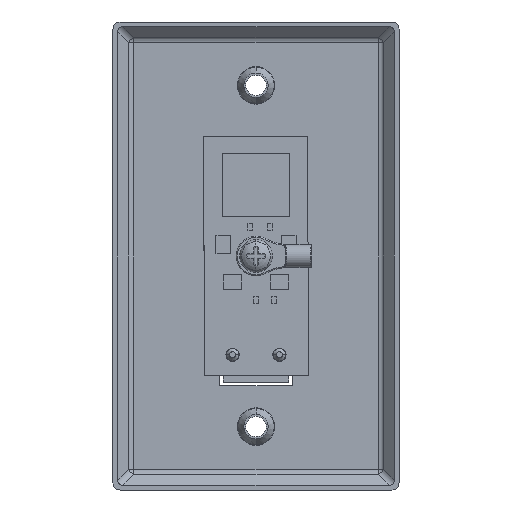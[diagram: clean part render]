
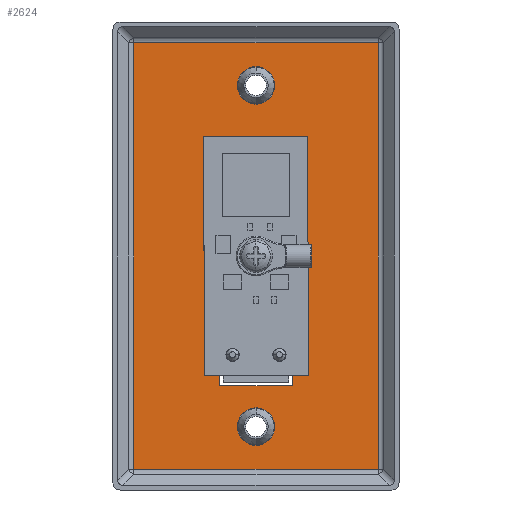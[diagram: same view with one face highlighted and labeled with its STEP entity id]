
A CAD part, front view. The second image highlights one B-rep face of the part: STEP entity #2624.
In plain terms, the highlighted planar face has unit normal (0, -1, 0).
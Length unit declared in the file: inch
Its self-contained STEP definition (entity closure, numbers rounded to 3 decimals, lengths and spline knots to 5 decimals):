
#2490 = EDGE_LOOP ( 'NONE', ( #2858, #2546 ) ) ;
#2491 = EDGE_CURVE ( 'NONE', #2831, #2544, #10923, .T. ) ;
#2520 = ORIENTED_EDGE ( 'NONE', *, *, #2806, .F. ) ;
#2544 = VERTEX_POINT ( 'NONE', #10920 ) ;
#2545 = VERTEX_POINT ( 'NONE', #10926 ) ;
#2546 = ORIENTED_EDGE ( 'NONE', *, *, #2729, .F. ) ;
#2585 = ORIENTED_EDGE ( 'NONE', *, *, #2587, .F. ) ;
#2587 = EDGE_CURVE ( 'NONE', #2544, #2545, #11030, .T. ) ;
#2623 = EDGE_LOOP ( 'NONE', ( #2585, #2803, #2520, #2832 ) ) ;
#2624 = ADVANCED_FACE ( 'NONE', ( #10873, #10879, #10938, #11025, #10944 ), #10876, .T. ) ;
#2675 = VERTEX_POINT ( 'NONE', #10904 ) ;
#2684 = VERTEX_POINT ( 'NONE', #10906 ) ;
#2685 = EDGE_CURVE ( 'NONE', #2675, #2846, #11022, .T. ) ;
#2707 = EDGE_LOOP ( 'NONE', ( #2793, #2719 ) ) ;
#2719 = ORIENTED_EDGE ( 'NONE', *, *, #11592, .F. ) ;
#2720 = EDGE_CURVE ( 'NONE', #11644, #11661, #11049, .T. ) ;
#2722 = EDGE_CURVE ( 'NONE', #2684, #2675, #11050, .T. ) ;
#2723 = ORIENTED_EDGE ( 'NONE', *, *, #2720, .F. ) ;
#2727 = EDGE_LOOP ( 'NONE', ( #2723, #2804 ) ) ;
#2729 = EDGE_CURVE ( 'NONE', #11636, #11654, #11002, .T. ) ;
#2759 = ORIENTED_EDGE ( 'NONE', *, *, #2685, .F. ) ;
#2775 = ORIENTED_EDGE ( 'NONE', *, *, #2722, .F. ) ;
#2776 = EDGE_CURVE ( 'NONE', #11602, #11587, #10959, .T. ) ;
#2787 = ORIENTED_EDGE ( 'NONE', *, *, #2847, .F. ) ;
#2788 = EDGE_CURVE ( 'NONE', #2846, #2789, #10947, .T. ) ;
#2789 = VERTEX_POINT ( 'NONE', #10979 ) ;
#2793 = ORIENTED_EDGE ( 'NONE', *, *, #2776, .F. ) ;
#2794 = EDGE_LOOP ( 'NONE', ( #2775, #2787, #2795, #2759 ) ) ;
#2795 = ORIENTED_EDGE ( 'NONE', *, *, #2788, .F. ) ;
#2803 = ORIENTED_EDGE ( 'NONE', *, *, #2491, .F. ) ;
#2804 = ORIENTED_EDGE ( 'NONE', *, *, #11645, .F. ) ;
#2805 = VERTEX_POINT ( 'NONE', #10960 ) ;
#2806 = EDGE_CURVE ( 'NONE', #2805, #2831, #10986, .T. ) ;
#2831 = VERTEX_POINT ( 'NONE', #10978 ) ;
#2832 = ORIENTED_EDGE ( 'NONE', *, *, #2859, .F. ) ;
#2846 = VERTEX_POINT ( 'NONE', #10882 ) ;
#2847 = EDGE_CURVE ( 'NONE', #2789, #2684, #10892, .T. ) ;
#2858 = ORIENTED_EDGE ( 'NONE', *, *, #11582, .F. ) ;
#2859 = EDGE_CURVE ( 'NONE', #2545, #2805, #11014, .T. ) ;
#2960 = CIRCLE ( 'NONE', #3125, 0.18025 ) ;
#2983 = CARTESIAN_POINT ( 'NONE',  ( 0., -0.0325, -1.46035 ) ) ;
#2989 = DIRECTION ( 'NONE',  ( 0., 0., -1. ) ) ;
#2991 = DIRECTION ( 'NONE',  ( 0., -1., 0. ) ) ;
#2997 = AXIS2_PLACEMENT_3D ( 'NONE', #3039, #2991, #2989 ) ;
#3039 = CARTESIAN_POINT ( 'NONE',  ( 0., -0.0325, 0. ) ) ;
#3069 = CIRCLE ( 'NONE', #2997, 0.1005 ) ;
#3120 = DIRECTION ( 'NONE',  ( 0., 0., -1. ) ) ;
#3122 = DIRECTION ( 'NONE',  ( 0., -1., 0. ) ) ;
#3124 = CARTESIAN_POINT ( 'NONE',  ( 0., -0.0325, -1.6406 ) ) ;
#3125 = AXIS2_PLACEMENT_3D ( 'NONE', #3124, #3122, #3120 ) ;
#3144 = CARTESIAN_POINT ( 'NONE',  ( 0., -0.0325, -1.82085 ) ) ;
#3599 = AXIS2_PLACEMENT_3D ( 'NONE', #3608, #3615, #3617 ) ;
#3602 = CARTESIAN_POINT ( 'NONE',  ( 0., -0.0325, -0.1005 ) ) ;
#3608 = CARTESIAN_POINT ( 'NONE',  ( 0., -0.0325, 1.6406 ) ) ;
#3615 = DIRECTION ( 'NONE',  ( 0., -1., 0. ) ) ;
#3617 = DIRECTION ( 'NONE',  ( 0., 0., -1. ) ) ;
#3625 = CARTESIAN_POINT ( 'NONE',  ( 0., -0.0325, 1.82085 ) ) ;
#3646 = CARTESIAN_POINT ( 'NONE',  ( 0., -0.0325, 0.1005 ) ) ;
#3656 = CARTESIAN_POINT ( 'NONE',  ( 0., -0.0325, 1.46035 ) ) ;
#3737 = CIRCLE ( 'NONE', #3599, 0.18025 ) ;
#10873 = FACE_BOUND ( 'NONE', #2490, .T. ) ;
#10876 = PLANE ( 'NONE',  #10935 ) ;
#10879 = FACE_BOUND ( 'NONE', #2623, .T. ) ;
#10882 = CARTESIAN_POINT ( 'NONE',  ( -1.17629, -0.0325, -2.0511 ) ) ;
#10892 = LINE ( 'NONE', #11017, #11016 ) ;
#10901 = CARTESIAN_POINT ( 'NONE',  ( 0., -0.0325, 0. ) ) ;
#10904 = CARTESIAN_POINT ( 'NONE',  ( 1.17629, -0.0325, -2.0511 ) ) ;
#10906 = CARTESIAN_POINT ( 'NONE',  ( 1.17629, -0.0325, 2.0511 ) ) ;
#10920 = CARTESIAN_POINT ( 'NONE',  ( -0.34625, -0.0325, -1.24625 ) ) ;
#10923 = LINE ( 'NONE', #11058, #11057 ) ;
#10926 = CARTESIAN_POINT ( 'NONE',  ( 0.34625, -0.0325, -1.24625 ) ) ;
#10934 = CARTESIAN_POINT ( 'NONE',  ( 1.37519, -0.0325, -2.25 ) ) ;
#10935 = AXIS2_PLACEMENT_3D ( 'NONE', #10934, #11054, #11053 ) ;
#10938 = FACE_BOUND ( 'NONE', #2707, .T. ) ;
#10939 = DIRECTION ( 'NONE',  ( 1., 0., 0. ) ) ;
#10944 = FACE_OUTER_BOUND ( 'NONE', #2794, .T. ) ;
#10945 = VECTOR ( 'NONE', #10977, 39.37008 ) ;
#10946 = CARTESIAN_POINT ( 'NONE',  ( -1.17629, -0.0325, -2.25 ) ) ;
#10947 = LINE ( 'NONE', #10946, #10945 ) ;
#10950 = AXIS2_PLACEMENT_3D ( 'NONE', #10983, #10981, #10980 ) ;
#10959 = CIRCLE ( 'NONE', #10950, 0.18025 ) ;
#10960 = CARTESIAN_POINT ( 'NONE',  ( 0.34625, -0.0325, -0.52375 ) ) ;
#10961 = DIRECTION ( 'NONE',  ( 0., 0., -1. ) ) ;
#10962 = DIRECTION ( 'NONE',  ( 0., -1., 0. ) ) ;
#10972 = DIRECTION ( 'NONE',  ( -1., 0., 0. ) ) ;
#10973 = VECTOR ( 'NONE', #10972, 39.37008 ) ;
#10977 = DIRECTION ( 'NONE',  ( 0., 0., 1. ) ) ;
#10978 = CARTESIAN_POINT ( 'NONE',  ( -0.34625, -0.0325, -0.52375 ) ) ;
#10979 = CARTESIAN_POINT ( 'NONE',  ( -1.17629, -0.0325, 2.0511 ) ) ;
#10980 = DIRECTION ( 'NONE',  ( 0., 0., -1. ) ) ;
#10981 = DIRECTION ( 'NONE',  ( 0., -1., 0. ) ) ;
#10983 = CARTESIAN_POINT ( 'NONE',  ( 0., -0.0325, -1.6406 ) ) ;
#10985 = CARTESIAN_POINT ( 'NONE',  ( 1.37519, -0.0325, -0.52375 ) ) ;
#10986 = LINE ( 'NONE', #10985, #10973 ) ;
#11002 = CIRCLE ( 'NONE', #11040, 0.1005 ) ;
#11004 = DIRECTION ( 'NONE',  ( -1., 0., 0. ) ) ;
#11005 = VECTOR ( 'NONE', #11004, 39.37008 ) ;
#11011 = DIRECTION ( 'NONE',  ( 0., 0., 1. ) ) ;
#11012 = VECTOR ( 'NONE', #11011, 39.37008 ) ;
#11013 = CARTESIAN_POINT ( 'NONE',  ( 0.34625, -0.0325, -2.25 ) ) ;
#11014 = LINE ( 'NONE', #11013, #11012 ) ;
#11015 = DIRECTION ( 'NONE',  ( 1., 0., 0. ) ) ;
#11016 = VECTOR ( 'NONE', #11015, 39.37008 ) ;
#11017 = CARTESIAN_POINT ( 'NONE',  ( 1.37519, -0.0325, 2.0511 ) ) ;
#11021 = CARTESIAN_POINT ( 'NONE',  ( 1.37519, -0.0325, -2.0511 ) ) ;
#11022 = LINE ( 'NONE', #11021, #11005 ) ;
#11025 = FACE_BOUND ( 'NONE', #2727, .T. ) ;
#11028 = VECTOR ( 'NONE', #10939, 39.37008 ) ;
#11029 = CARTESIAN_POINT ( 'NONE',  ( 1.37519, -0.0325, -1.24625 ) ) ;
#11030 = LINE ( 'NONE', #11029, #11028 ) ;
#11037 = DIRECTION ( 'NONE',  ( 0., 0., -1. ) ) ;
#11038 = VECTOR ( 'NONE', #11037, 39.37008 ) ;
#11039 = CARTESIAN_POINT ( 'NONE',  ( 1.17629, -0.0325, -2.25 ) ) ;
#11040 = AXIS2_PLACEMENT_3D ( 'NONE', #10901, #10962, #10961 ) ;
#11045 = DIRECTION ( 'NONE',  ( 0., 0., -1. ) ) ;
#11046 = DIRECTION ( 'NONE',  ( 0., -1., 0. ) ) ;
#11047 = CARTESIAN_POINT ( 'NONE',  ( 0., -0.0325, 1.6406 ) ) ;
#11048 = AXIS2_PLACEMENT_3D ( 'NONE', #11047, #11046, #11045 ) ;
#11049 = CIRCLE ( 'NONE', #11048, 0.18025 ) ;
#11050 = LINE ( 'NONE', #11039, #11038 ) ;
#11053 = DIRECTION ( 'NONE',  ( 0., 0., -1. ) ) ;
#11054 = DIRECTION ( 'NONE',  ( 0., -1., 0. ) ) ;
#11056 = DIRECTION ( 'NONE',  ( 0., 0., -1. ) ) ;
#11057 = VECTOR ( 'NONE', #11056, 39.37008 ) ;
#11058 = CARTESIAN_POINT ( 'NONE',  ( -0.34625, -0.0325, -2.25 ) ) ;
#11582 = EDGE_CURVE ( 'NONE', #11654, #11636, #3069, .T. ) ;
#11587 = VERTEX_POINT ( 'NONE', #2983 ) ;
#11592 = EDGE_CURVE ( 'NONE', #11587, #11602, #2960, .T. ) ;
#11602 = VERTEX_POINT ( 'NONE', #3144 ) ;
#11636 = VERTEX_POINT ( 'NONE', #3602 ) ;
#11644 = VERTEX_POINT ( 'NONE', #3656 ) ;
#11645 = EDGE_CURVE ( 'NONE', #11661, #11644, #3737, .T. ) ;
#11654 = VERTEX_POINT ( 'NONE', #3646 ) ;
#11661 = VERTEX_POINT ( 'NONE', #3625 ) ;
